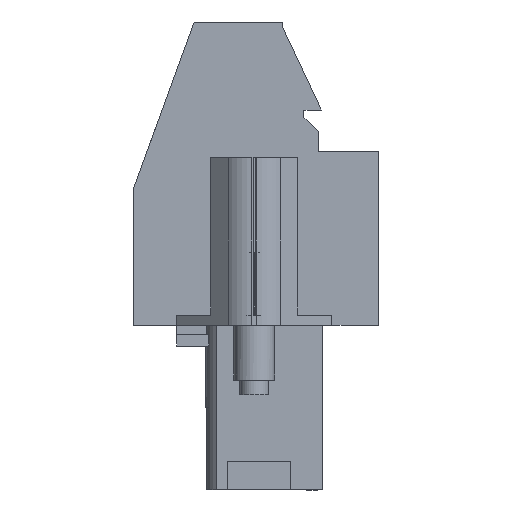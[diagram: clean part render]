
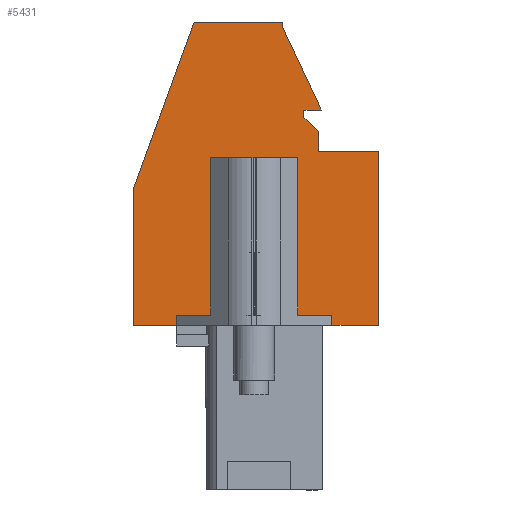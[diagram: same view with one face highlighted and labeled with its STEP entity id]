
A CAD part, left-side view. The second image highlights one B-rep face of the part: STEP entity #5431.
In plain terms, the highlighted planar face has unit normal (-1, 0, 0).
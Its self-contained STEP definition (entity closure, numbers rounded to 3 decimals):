
#2071=AXIS2_PLACEMENT_3D('Plane Axis2P3D',#2068,#2069,#2070) ;
#107=CARTESIAN_POINT('Line Origine',(3.47,1.125,7.95)) ;
#111=CARTESIAN_POINT('Vertex',(3.47,2.25,7.95)) ;
#113=CARTESIAN_POINT('Vertex',(3.47,0.,7.95)) ;
#162=CARTESIAN_POINT('Vertex',(3.47,9.75,7.95)) ;
#165=CARTESIAN_POINT('Line Origine',(3.47,10.79,7.95)) ;
#169=CARTESIAN_POINT('Vertex',(3.47,11.83,7.95)) ;
#2068=CARTESIAN_POINT('Axis2P3D Location',(3.47,12.132,0.)) ;
#5319=CARTESIAN_POINT('Line Origine',(3.47,0.,12.15)) ;
#5323=CARTESIAN_POINT('Vertex',(3.47,0.,16.35)) ;
#5326=CARTESIAN_POINT('Line Origine',(3.47,1.45,16.35)) ;
#5330=CARTESIAN_POINT('Vertex',(3.47,2.9,16.35)) ;
#5333=CARTESIAN_POINT('Line Origine',(3.47,2.9,16.825)) ;
#5337=CARTESIAN_POINT('Vertex',(3.47,2.9,17.3)) ;
#5340=CARTESIAN_POINT('Line Origine',(3.47,3.25,17.65)) ;
#5344=CARTESIAN_POINT('Vertex',(3.47,3.6,18.)) ;
#5347=CARTESIAN_POINT('Line Origine',(3.47,3.6,18.175)) ;
#5351=CARTESIAN_POINT('Vertex',(3.47,3.6,18.35)) ;
#5354=CARTESIAN_POINT('Line Origine',(3.47,3.18,18.35)) ;
#5358=CARTESIAN_POINT('Vertex',(3.47,2.76,18.35)) ;
#5361=CARTESIAN_POINT('Line Origine',(3.47,3.704,20.375)) ;
#5365=CARTESIAN_POINT('Vertex',(3.47,4.649,22.4)) ;
#5368=CARTESIAN_POINT('Line Origine',(3.47,4.649,22.5)) ;
#5372=CARTESIAN_POINT('Vertex',(3.47,4.649,22.6)) ;
#5375=CARTESIAN_POINT('Line Origine',(3.47,6.778,22.6)) ;
#5379=CARTESIAN_POINT('Vertex',(3.47,8.908,22.6)) ;
#5382=CARTESIAN_POINT('Line Origine',(3.47,10.369,18.586)) ;
#5386=CARTESIAN_POINT('Vertex',(3.47,11.83,14.572)) ;
#5389=CARTESIAN_POINT('Line Origine',(3.47,11.83,11.261)) ;
#5394=CARTESIAN_POINT('Line Origine',(3.47,9.75,8.2)) ;
#5398=CARTESIAN_POINT('Vertex',(3.47,9.75,8.45)) ;
#5401=CARTESIAN_POINT('Line Origine',(3.47,6.,8.45)) ;
#5405=CARTESIAN_POINT('Vertex',(3.47,2.25,8.45)) ;
#5408=CARTESIAN_POINT('Line Origine',(3.47,2.25,8.2)) ;
#108=DIRECTION('Vector Direction',(0.,1.,0.)) ;
#166=DIRECTION('Vector Direction',(0.,-1.,0.)) ;
#2069=DIRECTION('Axis2P3D Direction',(-1.,0.,0.)) ;
#2070=DIRECTION('Axis2P3D XDirection',(0.,-1.,0.)) ;
#5320=DIRECTION('Vector Direction',(0.,0.,1.)) ;
#5327=DIRECTION('Vector Direction',(0.,1.,0.)) ;
#5334=DIRECTION('Vector Direction',(0.,0.,1.)) ;
#5341=DIRECTION('Vector Direction',(0.,0.707,0.707)) ;
#5348=DIRECTION('Vector Direction',(0.,0.,1.)) ;
#5355=DIRECTION('Vector Direction',(0.,-1.,0.)) ;
#5362=DIRECTION('Vector Direction',(0.,0.423,0.906)) ;
#5369=DIRECTION('Vector Direction',(0.,0.,1.)) ;
#5376=DIRECTION('Vector Direction',(0.,1.,0.)) ;
#5383=DIRECTION('Vector Direction',(0.,0.342,-0.94)) ;
#5390=DIRECTION('Vector Direction',(0.,0.,1.)) ;
#5395=DIRECTION('Vector Direction',(0.,0.,1.)) ;
#5402=DIRECTION('Vector Direction',(0.,1.,0.)) ;
#5409=DIRECTION('Vector Direction',(0.,0.,1.)) ;
#109=VECTOR('Line Direction',#108,1.) ;
#167=VECTOR('Line Direction',#166,1.) ;
#5321=VECTOR('Line Direction',#5320,1.) ;
#5328=VECTOR('Line Direction',#5327,1.) ;
#5335=VECTOR('Line Direction',#5334,1.) ;
#5342=VECTOR('Line Direction',#5341,1.) ;
#5349=VECTOR('Line Direction',#5348,1.) ;
#5356=VECTOR('Line Direction',#5355,1.) ;
#5363=VECTOR('Line Direction',#5362,1.) ;
#5370=VECTOR('Line Direction',#5369,1.) ;
#5377=VECTOR('Line Direction',#5376,1.) ;
#5384=VECTOR('Line Direction',#5383,1.) ;
#5391=VECTOR('Line Direction',#5390,1.) ;
#5396=VECTOR('Line Direction',#5395,1.) ;
#5403=VECTOR('Line Direction',#5402,1.) ;
#5410=VECTOR('Line Direction',#5409,1.) ;
#5414=ORIENTED_EDGE('',*,*,#115,.T.) ;
#5415=ORIENTED_EDGE('',*,*,#5325,.T.) ;
#5416=ORIENTED_EDGE('',*,*,#5332,.T.) ;
#5417=ORIENTED_EDGE('',*,*,#5339,.T.) ;
#5418=ORIENTED_EDGE('',*,*,#5346,.T.) ;
#5419=ORIENTED_EDGE('',*,*,#5353,.T.) ;
#5420=ORIENTED_EDGE('',*,*,#5360,.T.) ;
#5421=ORIENTED_EDGE('',*,*,#5367,.T.) ;
#5422=ORIENTED_EDGE('',*,*,#5374,.T.) ;
#5423=ORIENTED_EDGE('',*,*,#5381,.T.) ;
#5424=ORIENTED_EDGE('',*,*,#5388,.T.) ;
#5425=ORIENTED_EDGE('',*,*,#5393,.T.) ;
#5426=ORIENTED_EDGE('',*,*,#171,.F.) ;
#5427=ORIENTED_EDGE('',*,*,#5400,.T.) ;
#5428=ORIENTED_EDGE('',*,*,#5407,.F.) ;
#5429=ORIENTED_EDGE('',*,*,#5412,.F.) ;
#5431=ADVANCED_FACE('HOUSING',(#5430),#2072,.T.) ;
#115=EDGE_CURVE('',#112,#114,#110,.F.) ;
#171=EDGE_CURVE('',#163,#170,#168,.F.) ;
#5325=EDGE_CURVE('',#114,#5324,#5322,.T.) ;
#5332=EDGE_CURVE('',#5324,#5331,#5329,.T.) ;
#5339=EDGE_CURVE('',#5331,#5338,#5336,.T.) ;
#5346=EDGE_CURVE('',#5338,#5345,#5343,.T.) ;
#5353=EDGE_CURVE('',#5345,#5352,#5350,.T.) ;
#5360=EDGE_CURVE('',#5352,#5359,#5357,.T.) ;
#5367=EDGE_CURVE('',#5359,#5366,#5364,.T.) ;
#5374=EDGE_CURVE('',#5366,#5373,#5371,.T.) ;
#5381=EDGE_CURVE('',#5373,#5380,#5378,.T.) ;
#5388=EDGE_CURVE('',#5380,#5387,#5385,.T.) ;
#5393=EDGE_CURVE('',#5387,#170,#5392,.F.) ;
#5400=EDGE_CURVE('',#163,#5399,#5397,.T.) ;
#5407=EDGE_CURVE('',#5406,#5399,#5404,.T.) ;
#5412=EDGE_CURVE('',#112,#5406,#5411,.T.) ;
#5413=EDGE_LOOP('',(#5414,#5415,#5416,#5417,#5418,#5419,#5420,#5421,#5422,#5423,#5424,#5425,#5426,#5427,#5428,#5429)) ;
#5430=FACE_OUTER_BOUND('',#5413,.T.) ;
#110=LINE('Line',#107,#109) ;
#168=LINE('Line',#165,#167) ;
#5322=LINE('Line',#5319,#5321) ;
#5329=LINE('Line',#5326,#5328) ;
#5336=LINE('Line',#5333,#5335) ;
#5343=LINE('Line',#5340,#5342) ;
#5350=LINE('Line',#5347,#5349) ;
#5357=LINE('Line',#5354,#5356) ;
#5364=LINE('Line',#5361,#5363) ;
#5371=LINE('Line',#5368,#5370) ;
#5378=LINE('Line',#5375,#5377) ;
#5385=LINE('Line',#5382,#5384) ;
#5392=LINE('Line',#5389,#5391) ;
#5397=LINE('Line',#5394,#5396) ;
#5404=LINE('Line',#5401,#5403) ;
#5411=LINE('Line',#5408,#5410) ;
#2072=PLANE('',#2071) ;
#112=VERTEX_POINT('',#111) ;
#114=VERTEX_POINT('',#113) ;
#163=VERTEX_POINT('',#162) ;
#170=VERTEX_POINT('',#169) ;
#5324=VERTEX_POINT('',#5323) ;
#5331=VERTEX_POINT('',#5330) ;
#5338=VERTEX_POINT('',#5337) ;
#5345=VERTEX_POINT('',#5344) ;
#5352=VERTEX_POINT('',#5351) ;
#5359=VERTEX_POINT('',#5358) ;
#5366=VERTEX_POINT('',#5365) ;
#5373=VERTEX_POINT('',#5372) ;
#5380=VERTEX_POINT('',#5379) ;
#5387=VERTEX_POINT('',#5386) ;
#5399=VERTEX_POINT('',#5398) ;
#5406=VERTEX_POINT('',#5405) ;
